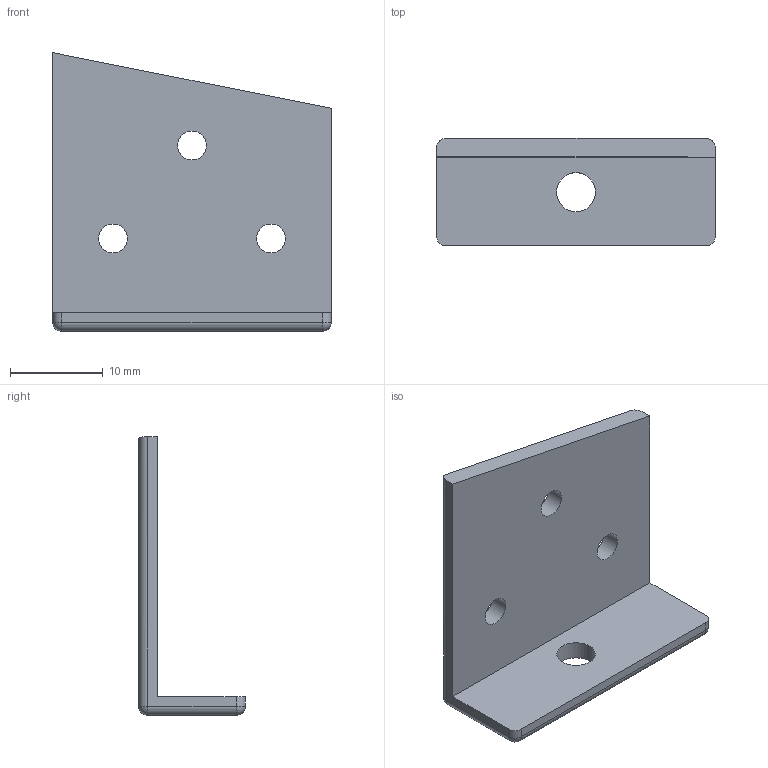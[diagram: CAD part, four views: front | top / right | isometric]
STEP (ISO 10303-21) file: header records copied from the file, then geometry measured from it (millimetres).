
FILE_DESCRIPTION (( 'STEP AP214' ), '1' );
FILE_NAME ('Equerre_SilentBloc.STEP', '2019-02-27T15:35:50', ( '' ), ( '' ), 'SwSTEP 2.0', 'SolidWorks 2013', '' );
FILE_SCHEMA (( 'AUTOMOTIVE_DESIGN' ));
Length unit declared in the file: millimetre
Products named in the file (1): Equerre_SilentBloc
Bounding box: 30 x 11.5 x 30 mm (x, y, z)
Volume: 2087.4 mm3; surface area: 2407.1 mm2
Topology: 1 solids, 1 shells, 24 faces, 58 edges, 32 vertices
Faces by surface type: cylinder 12, plane 8, sphere 4
Full cylindrical faces by diameter (mm): 3.1 x3, 4.2 x1
Entity records: 705 total; most frequent: DIRECTION 120, CARTESIAN_POINT 113, ORIENTED_EDGE 100, EDGE_CURVE 50, AXIS2_PLACEMENT_3D 47, EDGE_LOOP 36, VERTEX_POINT 32, FACE_OUTER_BOUND 28
